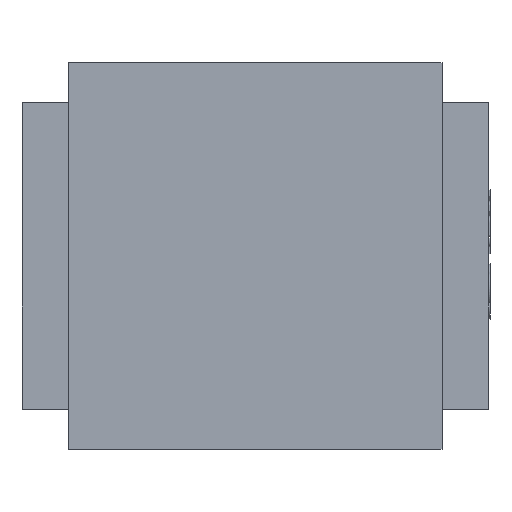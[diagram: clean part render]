
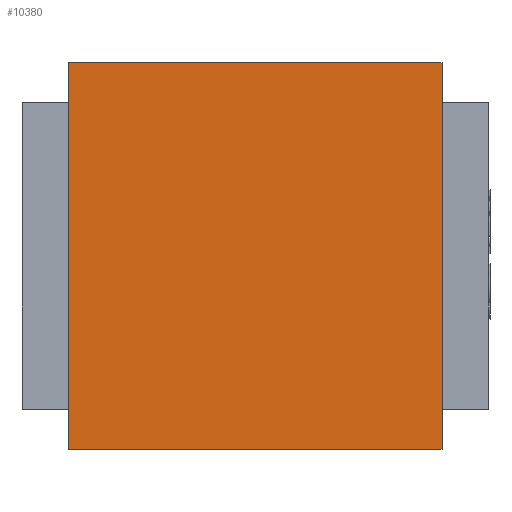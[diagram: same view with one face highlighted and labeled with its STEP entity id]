
A CAD part, top view. The second image highlights one B-rep face of the part: STEP entity #10380.
In plain terms, the highlighted planar face has unit normal (0, 0, 1).
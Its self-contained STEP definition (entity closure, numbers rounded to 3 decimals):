
#104 = DIRECTION ( 'NONE',  ( 0., 1., 0. ) ) ;
#319 = LINE ( 'NONE', #13345, #11979 ) ;
#880 = DIRECTION ( 'NONE',  ( 0., 0., -1. ) ) ;
#1041 = ORIENTED_EDGE ( 'NONE', *, *, #12653, .T. ) ;
#1956 = FACE_OUTER_BOUND ( 'NONE', #11797, .T. ) ;
#2033 = VERTEX_POINT ( 'NONE', #6908 ) ;
#2182 = VECTOR ( 'NONE', #8971, 1000. ) ;
#2372 = EDGE_CURVE ( 'NONE', #12355, #5719, #11714, .T. ) ;
#4596 = ORIENTED_EDGE ( 'NONE', *, *, #2372, .T. ) ;
#4686 = CARTESIAN_POINT ( 'NONE',  ( 0., 0., 1.15 ) ) ;
#5719 = VERTEX_POINT ( 'NONE', #7535 ) ;
#6219 = CARTESIAN_POINT ( 'NONE',  ( -1.4, -1.45, 1.15 ) ) ;
#6908 = CARTESIAN_POINT ( 'NONE',  ( -1.4, 1.45, 1.15 ) ) ;
#7191 = VERTEX_POINT ( 'NONE', #12553 ) ;
#7296 = EDGE_CURVE ( 'NONE', #2033, #12355, #8687, .T. ) ;
#7535 = CARTESIAN_POINT ( 'NONE',  ( 1.4, -1.45, 1.15 ) ) ;
#7545 = VECTOR ( 'NONE', #10707, 1000. ) ;
#8578 = ORIENTED_EDGE ( 'NONE', *, *, #10266, .T. ) ;
#8687 = LINE ( 'NONE', #11136, #13449 ) ;
#8729 = ORIENTED_EDGE ( 'NONE', *, *, #7296, .T. ) ;
#8902 = LINE ( 'NONE', #14683, #2182 ) ;
#8971 = DIRECTION ( 'NONE',  ( -1., 0., 0. ) ) ;
#9833 = DIRECTION ( 'NONE',  ( 0., -1., 0. ) ) ;
#10266 = EDGE_CURVE ( 'NONE', #5719, #7191, #319, .T. ) ;
#10380 = ADVANCED_FACE ( 'NONE', ( #1956 ), #11397, .F. ) ;
#10707 = DIRECTION ( 'NONE',  ( 1., 0., 0. ) ) ;
#11136 = CARTESIAN_POINT ( 'NONE',  ( -1.4, -1.45, 1.15 ) ) ;
#11397 = PLANE ( 'NONE',  #12735 ) ;
#11714 = LINE ( 'NONE', #11918, #7545 ) ;
#11797 = EDGE_LOOP ( 'NONE', ( #8578, #1041, #8729, #4596 ) ) ;
#11918 = CARTESIAN_POINT ( 'NONE',  ( -1.4, -1.45, 1.15 ) ) ;
#11979 = VECTOR ( 'NONE', #104, 1000. ) ;
#12355 = VERTEX_POINT ( 'NONE', #6219 ) ;
#12553 = CARTESIAN_POINT ( 'NONE',  ( 1.4, 1.45, 1.15 ) ) ;
#12653 = EDGE_CURVE ( 'NONE', #7191, #2033, #8902, .T. ) ;
#12735 = AXIS2_PLACEMENT_3D ( 'NONE', #4686, #880, #13880 ) ;
#13345 = CARTESIAN_POINT ( 'NONE',  ( 1.4, -1.45, 1.15 ) ) ;
#13449 = VECTOR ( 'NONE', #9833, 1000. ) ;
#13880 = DIRECTION ( 'NONE',  ( -1., 0., 0. ) ) ;
#14683 = CARTESIAN_POINT ( 'NONE',  ( -1.4, 1.45, 1.15 ) ) ;
